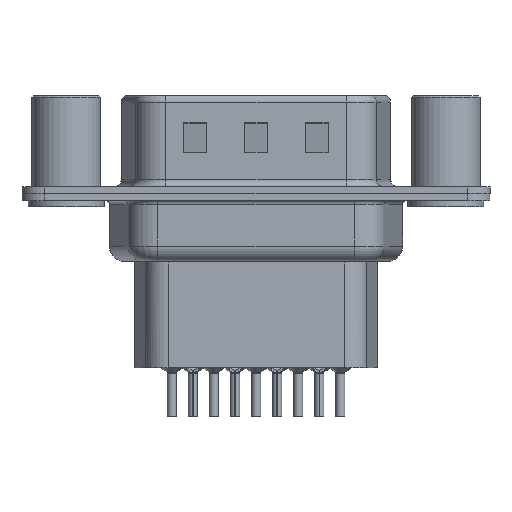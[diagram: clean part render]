
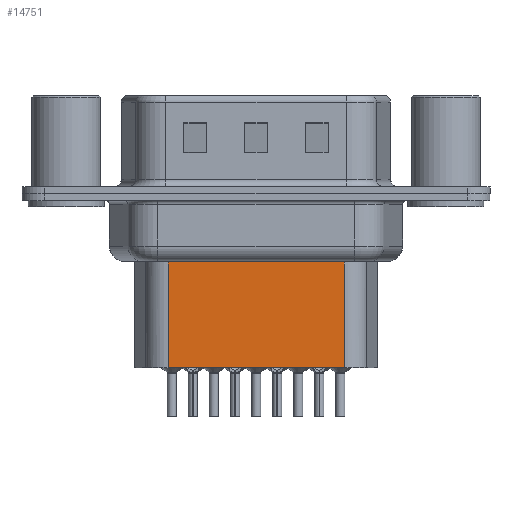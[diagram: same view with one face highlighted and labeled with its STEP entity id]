
A CAD part, front view. The second image highlights one B-rep face of the part: STEP entity #14751.
In plain terms, the highlighted planar face has unit normal (0, -1, 0).
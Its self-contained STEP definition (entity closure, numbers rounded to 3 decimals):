
#1087 = VERTEX_POINT ( 'NONE', #6205 ) ;
#1272 = CARTESIAN_POINT ( 'NONE',  ( 6.459, -3.5, -4.097 ) ) ;
#1330 = DIRECTION ( 'NONE',  ( -1., 0., 0. ) ) ;
#1476 = EDGE_LOOP ( 'NONE', ( #2820, #18525, #5046, #2547 ) ) ;
#2260 = LINE ( 'NONE', #5151, #13738 ) ;
#2547 = ORIENTED_EDGE ( 'NONE', *, *, #17506, .F. ) ;
#2820 = ORIENTED_EDGE ( 'NONE', *, *, #10621, .F. ) ;
#3174 = EDGE_CURVE ( 'NONE', #9375, #5507, #17717, .T. ) ;
#3670 = CARTESIAN_POINT ( 'NONE',  ( 6.706, -3.5, -4.097 ) ) ;
#4151 = CARTESIAN_POINT ( 'NONE',  ( 6.706, -3.5, -3.1 ) ) ;
#5046 = ORIENTED_EDGE ( 'NONE', *, *, #5800, .T. ) ;
#5151 = CARTESIAN_POINT ( 'NONE',  ( 6.706, -3.5, -11.45 ) ) ;
#5234 = LINE ( 'NONE', #17284, #16719 ) ;
#5507 = VERTEX_POINT ( 'NONE', #3670 ) ;
#5800 = EDGE_CURVE ( 'NONE', #5507, #1087, #15546, .T. ) ;
#6205 = CARTESIAN_POINT ( 'NONE',  ( 6.706, -3.5, -11.45 ) ) ;
#6339 = DIRECTION ( 'NONE',  ( 0., 0., -1. ) ) ;
#6670 = DIRECTION ( 'NONE',  ( -1., 0., 0. ) ) ;
#7156 = DIRECTION ( 'NONE',  ( 0., -1., 0. ) ) ;
#9307 = VECTOR ( 'NONE', #1330, 1000. ) ;
#9375 = VERTEX_POINT ( 'NONE', #18786 ) ;
#10014 = FACE_OUTER_BOUND ( 'NONE', #1476, .T. ) ;
#10621 = EDGE_CURVE ( 'NONE', #9375, #12909, #5234, .T. ) ;
#11556 = VECTOR ( 'NONE', #6339, 1000. ) ;
#11630 = PLANE ( 'NONE',  #15935 ) ;
#12909 = VERTEX_POINT ( 'NONE', #17045 ) ;
#13738 = VECTOR ( 'NONE', #6670, 1000. ) ;
#14751 = ADVANCED_FACE ( 'NONE', ( #10014 ), #11630, .T. ) ;
#15334 = CARTESIAN_POINT ( 'NONE',  ( 6.706, -3.5, -3.1 ) ) ;
#15546 = LINE ( 'NONE', #15334, #11556 ) ;
#15935 = AXIS2_PLACEMENT_3D ( 'NONE', #4151, #7156, #17632 ) ;
#16719 = VECTOR ( 'NONE', #18817, 1000. ) ;
#17045 = CARTESIAN_POINT ( 'NONE',  ( 18.294, -3.5, -11.45 ) ) ;
#17284 = CARTESIAN_POINT ( 'NONE',  ( 18.294, -3.5, -3.1 ) ) ;
#17506 = EDGE_CURVE ( 'NONE', #12909, #1087, #2260, .T. ) ;
#17632 = DIRECTION ( 'NONE',  ( 1., 0., 0. ) ) ;
#17717 = LINE ( 'NONE', #1272, #9307 ) ;
#18525 = ORIENTED_EDGE ( 'NONE', *, *, #3174, .T. ) ;
#18786 = CARTESIAN_POINT ( 'NONE',  ( 18.294, -3.5, -4.097 ) ) ;
#18817 = DIRECTION ( 'NONE',  ( 0., 0., -1. ) ) ;
